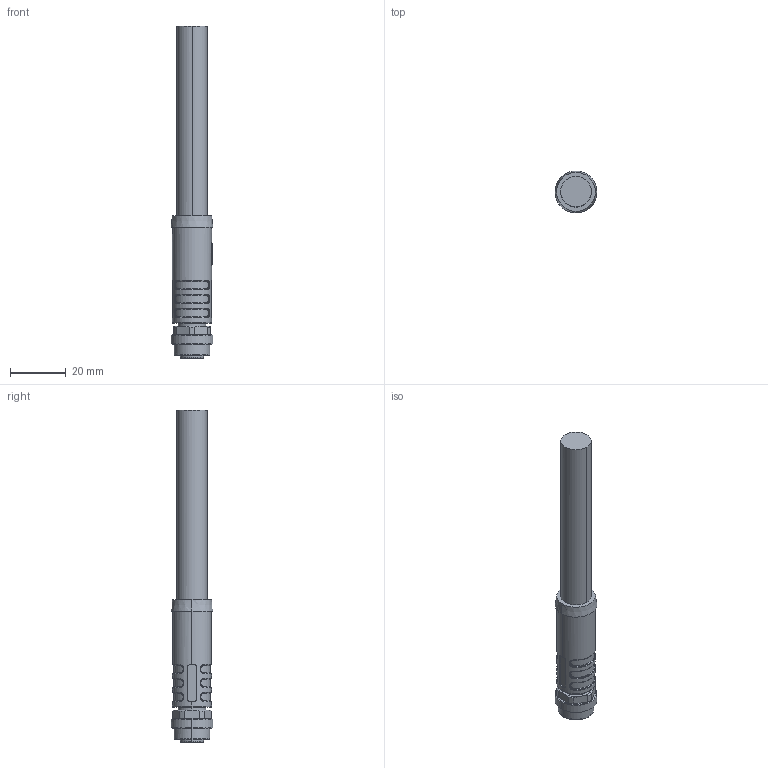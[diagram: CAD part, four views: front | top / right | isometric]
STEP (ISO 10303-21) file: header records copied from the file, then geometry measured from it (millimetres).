
FILE_DESCRIPTION(('CATIA V5 STEP Exchange','CAx-IF Rec.Pracs.--- Model Styling and Organization---1.4--- 2014-01-23'),'2;1');
FILE_NAME ('313732-1_0_2050680150_2050680150.stp','2021-03-25T13:28:27+00:00',('none'),('Weidmueller'),'CATIA Version 5-6 Release 2016 SP3 HF44','CATIA V5 STEP AP214','none');
FILE_SCHEMA(('AUTOMOTIVE_DESIGN { 1 0 10303 214 1 1 1 1 }'));
Length unit declared in the file: millimetre
Products named in the file (1): 2050680150
Bounding box: 15 x 15 x 119.14 mm (x, y, z)
Volume: 13621.8 mm3; surface area: 5950.2 mm2
Topology: 2 solids, 2 shells, 203 faces, 533 edges, 350 vertices
Faces by surface type: cylinder 62, plane 55, torus 32, bspline 29, cone 21, sphere 2, extrusion 2
Entity records: 7568 total; most frequent: CARTESIAN_POINT 3173, ORIENTED_EDGE 1062, DIRECTION 663, EDGE_CURVE 531, VERTEX_POINT 350, AXIS2_PLACEMENT_3D 347, EDGE_LOOP 223, ADVANCED_FACE 203
